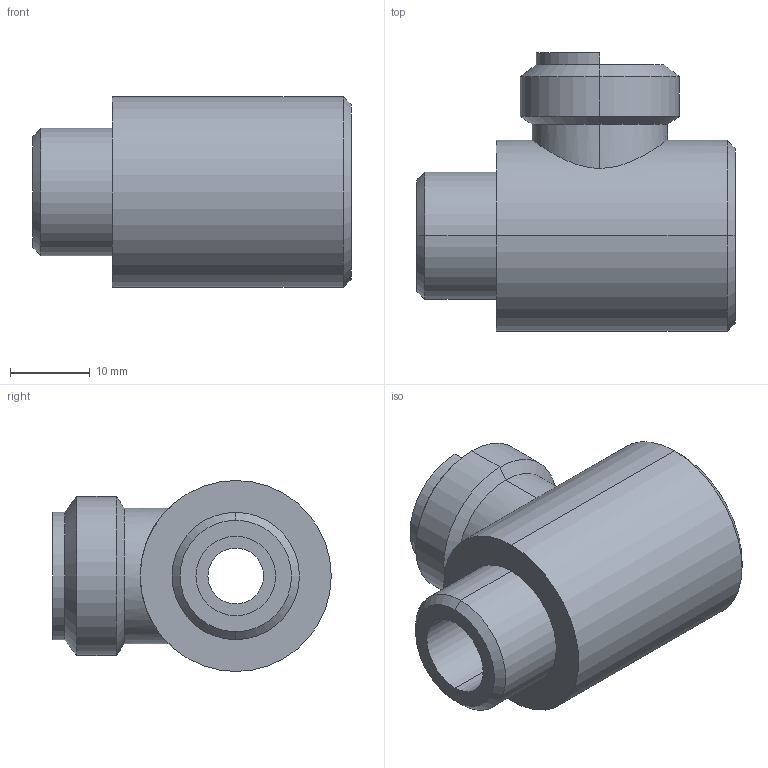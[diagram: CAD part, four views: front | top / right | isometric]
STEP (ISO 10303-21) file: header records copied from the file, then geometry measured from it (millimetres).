
FILE_DESCRIPTION (( 'STEP AP214' ), '1' );
FILE_NAME ('1_Cuerpo.STEP', '2020-08-07T19:54:48', ( '' ), ( '' ), 'SwSTEP 2.0', 'SolidWorks 2020', '' );
FILE_SCHEMA (( 'AUTOMOTIVE_DESIGN' ));
Length unit declared in the file: millimetre
Products named in the file (1): 1_Cuerpo
Bounding box: 40 x 35 x 24 mm (x, y, z)
Volume: 10702.1 mm3; surface area: 6334 mm2
Topology: 1 solids, 1 shells, 37 faces, 77 edges, 46 vertices
Faces by surface type: cylinder 19, plane 10, cone 8
Entity records: 1276 total; most frequent: CARTESIAN_POINT 333, DIRECTION 188, ORIENTED_EDGE 154, EDGE_CURVE 77, AXIS2_PLACEMENT_3D 77, VERTEX_POINT 46, EDGE_LOOP 45, CIRCLE 39
